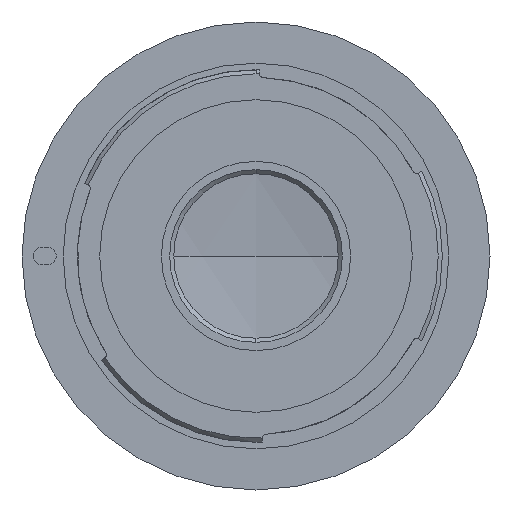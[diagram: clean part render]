
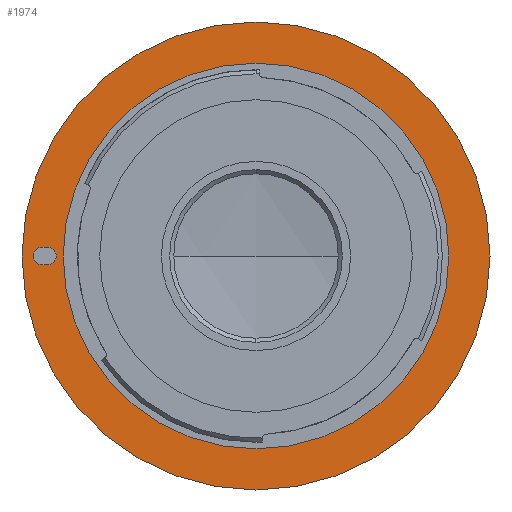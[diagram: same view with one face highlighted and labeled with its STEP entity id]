
A CAD part, left-side view. The second image highlights one B-rep face of the part: STEP entity #1974.
In plain terms, the highlighted planar face has unit normal (-1, 0, 0).
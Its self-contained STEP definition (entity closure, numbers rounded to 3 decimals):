
#121 = EDGE_LOOP ( 'NONE', ( #1210, #3266, #2447, #3825 ) ) ;
#229 = VERTEX_POINT ( 'NONE', #1704 ) ;
#301 = CARTESIAN_POINT ( 'NONE',  ( -59.587, 0., 0. ) ) ;
#310 = DIRECTION ( 'NONE',  ( 0., 0., -1. ) ) ;
#321 = VERTEX_POINT ( 'NONE', #2887 ) ;
#407 = AXIS2_PLACEMENT_3D ( 'NONE', #4100, #1298, #4577 ) ;
#439 = AXIS2_PLACEMENT_3D ( 'NONE', #4269, #1470, #4749 ) ;
#550 = VERTEX_POINT ( 'NONE', #959 ) ;
#650 = CARTESIAN_POINT ( 'NONE',  ( -59.587, 26.05, -1.05 ) ) ;
#775 = DIRECTION ( 'NONE',  ( 0., 0., -1. ) ) ;
#838 = ORIENTED_EDGE ( 'NONE', *, *, #3756, .T. ) ;
#959 = CARTESIAN_POINT ( 'NONE',  ( -59.587, 26.05, 1.05 ) ) ;
#1114 = LINE ( 'NONE', #2517, #3465 ) ;
#1202 = AXIS2_PLACEMENT_3D ( 'NONE', #1965, #5247, #2444 ) ;
#1210 = ORIENTED_EDGE ( 'NONE', *, *, #2303, .F. ) ;
#1298 = DIRECTION ( 'NONE',  ( -1., 0., 0. ) ) ;
#1455 = AXIS2_PLACEMENT_3D ( 'NONE', #301, #3584, #775 ) ;
#1470 = DIRECTION ( 'NONE',  ( -1., 0., 0. ) ) ;
#1517 = AXIS2_PLACEMENT_3D ( 'NONE', #5937, #3122, #310 ) ;
#1587 = VERTEX_POINT ( 'NONE', #5525 ) ;
#1689 = CARTESIAN_POINT ( 'NONE',  ( -59.587, 25.35, 1.05 ) ) ;
#1704 = CARTESIAN_POINT ( 'NONE',  ( -59.587, 25.35, -1.05 ) ) ;
#1714 = CARTESIAN_POINT ( 'NONE',  ( -59.587, 0., 0. ) ) ;
#1725 = CIRCLE ( 'NONE', #4780, 1.05 ) ;
#1913 = CARTESIAN_POINT ( 'NONE',  ( -59.587, 0., -23.45 ) ) ;
#1965 = CARTESIAN_POINT ( 'NONE',  ( -59.587, -23.45, 0. ) ) ;
#1974 = ADVANCED_FACE ( 'NONE', ( #6106, #4980, #2492 ), #3813, .F. ) ;
#2132 = CIRCLE ( 'NONE', #407, 1.05 ) ;
#2140 = VECTOR ( 'NONE', #5097, 1000. ) ;
#2191 = DIRECTION ( 'NONE',  ( 0., 0., -1. ) ) ;
#2303 = EDGE_CURVE ( 'NONE', #5536, #550, #4480, .T. ) ;
#2345 = ORIENTED_EDGE ( 'NONE', *, *, #4247, .T. ) ;
#2444 = DIRECTION ( 'NONE',  ( 0., 0., 1. ) ) ;
#2447 = ORIENTED_EDGE ( 'NONE', *, *, #5370, .F. ) ;
#2492 = FACE_OUTER_BOUND ( 'NONE', #5646, .T. ) ;
#2517 = CARTESIAN_POINT ( 'NONE',  ( -59.587, 25.35, -1.05 ) ) ;
#2538 = VERTEX_POINT ( 'NONE', #1913 ) ;
#2592 = EDGE_CURVE ( 'NONE', #1587, #2538, #4096, .T. ) ;
#2621 = CARTESIAN_POINT ( 'NONE',  ( -59.587, 26.05, 0. ) ) ;
#2831 = CIRCLE ( 'NONE', #5740, 28.45 ) ;
#2887 = CARTESIAN_POINT ( 'NONE',  ( -59.587, 0., 28.45 ) ) ;
#2970 = EDGE_CURVE ( 'NONE', #229, #5536, #2132, .T. ) ;
#3097 = DIRECTION ( 'NONE',  ( 0., 0., -1. ) ) ;
#3122 = DIRECTION ( 'NONE',  ( -1., 0., 0. ) ) ;
#3266 = ORIENTED_EDGE ( 'NONE', *, *, #2970, .F. ) ;
#3420 = VERTEX_POINT ( 'NONE', #650 ) ;
#3465 = VECTOR ( 'NONE', #4830, 1000. ) ;
#3584 = DIRECTION ( 'NONE',  ( -1., 0., 0. ) ) ;
#3655 = ORIENTED_EDGE ( 'NONE', *, *, #5050, .F. ) ;
#3657 = ORIENTED_EDGE ( 'NONE', *, *, #2592, .F. ) ;
#3756 = EDGE_CURVE ( 'NONE', #3953, #321, #5649, .T. ) ;
#3813 = PLANE ( 'NONE',  #1202 ) ;
#3825 = ORIENTED_EDGE ( 'NONE', *, *, #4180, .F. ) ;
#3953 = VERTEX_POINT ( 'NONE', #4438 ) ;
#4096 = CIRCLE ( 'NONE', #439, 23.45 ) ;
#4100 = CARTESIAN_POINT ( 'NONE',  ( -59.587, 25.35, 0. ) ) ;
#4180 = EDGE_CURVE ( 'NONE', #550, #3420, #1725, .T. ) ;
#4247 = EDGE_CURVE ( 'NONE', #321, #3953, #2831, .T. ) ;
#4269 = CARTESIAN_POINT ( 'NONE',  ( -59.587, 0., 0. ) ) ;
#4438 = CARTESIAN_POINT ( 'NONE',  ( -59.587, 0., -28.45 ) ) ;
#4480 = LINE ( 'NONE', #4559, #2140 ) ;
#4559 = CARTESIAN_POINT ( 'NONE',  ( -59.587, 25.35, 1.05 ) ) ;
#4577 = DIRECTION ( 'NONE',  ( 0., 0., -1. ) ) ;
#4718 = CIRCLE ( 'NONE', #1455, 23.45 ) ;
#4749 = DIRECTION ( 'NONE',  ( 0., 0., -1. ) ) ;
#4780 = AXIS2_PLACEMENT_3D ( 'NONE', #2621, #5909, #3097 ) ;
#4830 = DIRECTION ( 'NONE',  ( 0., -1., 0. ) ) ;
#4980 = FACE_BOUND ( 'NONE', #5364, .T. ) ;
#4998 = DIRECTION ( 'NONE',  ( -1., 0., 0. ) ) ;
#5050 = EDGE_CURVE ( 'NONE', #2538, #1587, #4718, .T. ) ;
#5097 = DIRECTION ( 'NONE',  ( 0., 1., 0. ) ) ;
#5247 = DIRECTION ( 'NONE',  ( 1., 0., 0. ) ) ;
#5364 = EDGE_LOOP ( 'NONE', ( #3655, #3657 ) ) ;
#5370 = EDGE_CURVE ( 'NONE', #3420, #229, #1114, .T. ) ;
#5525 = CARTESIAN_POINT ( 'NONE',  ( -59.587, 0., 23.45 ) ) ;
#5536 = VERTEX_POINT ( 'NONE', #1689 ) ;
#5646 = EDGE_LOOP ( 'NONE', ( #838, #2345 ) ) ;
#5649 = CIRCLE ( 'NONE', #1517, 28.45 ) ;
#5740 = AXIS2_PLACEMENT_3D ( 'NONE', #1714, #4998, #2191 ) ;
#5909 = DIRECTION ( 'NONE',  ( -1., 0., 0. ) ) ;
#5937 = CARTESIAN_POINT ( 'NONE',  ( -59.587, 0., 0. ) ) ;
#6106 = FACE_BOUND ( 'NONE', #121, .T. ) ;
